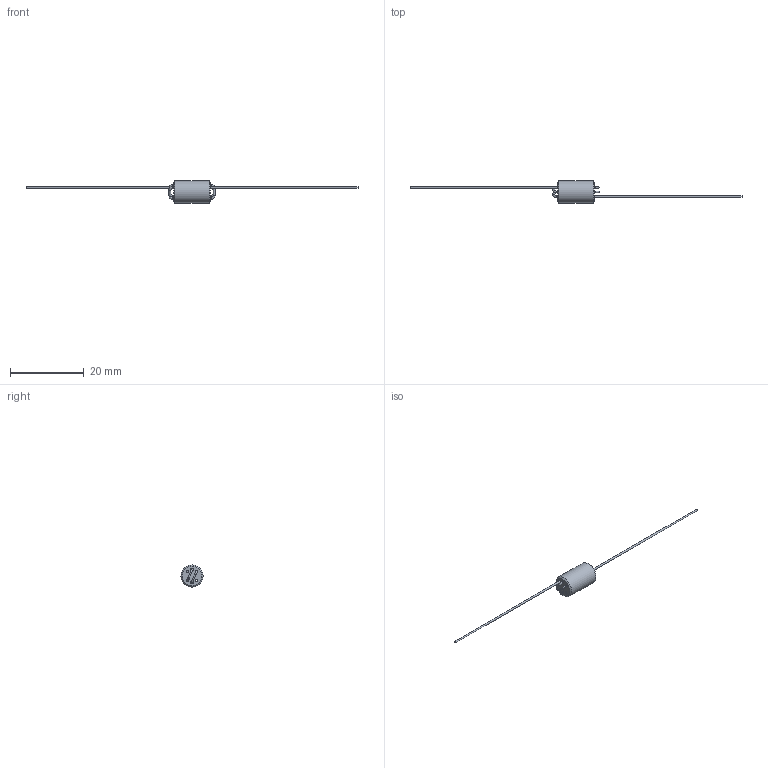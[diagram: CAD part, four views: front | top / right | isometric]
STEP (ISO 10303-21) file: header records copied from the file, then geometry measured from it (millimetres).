
FILE_DESCRIPTION(/* description */ ('Unknown'),/* implementation_level */ '2;1');
FILE_NAME(/* name */ 'FB_Wurth_WE-UKW_7427502',/* time_stamp */ '2025-09-10T15:23:15+08:00',/* author */ ('Unknown'),/* organization */ ('Unknown'),/* preprocessor_version */ 'ST-DEVELOPER v19.4',/* originating_system */ 'Solid Edge',/* authorisation */ 'Unknown');
FILE_SCHEMA (('AUTOMOTIVE_DESIGN {1 0 10303 214 3 1 1}'));
Length unit declared in the file: millimetre
Products named in the file (2): FB_Wurth_WE-UKW_7427501
Assembly tree (1 placements, depth 2):
  FB_Wurth_WE-UKW_7427501
    FB_Wurth_WE-UKW_7427501
Bounding box: 90 x 6 x 6 mm (x, y, z)
Volume: 284.2 mm3; surface area: 587.4 mm2
Topology: 2 solids, 2 shells, 30 faces, 64 edges, 38 vertices
Faces by surface type: cylinder 16, torus 8, plane 4, cone 2
Full cylindrical faces by diameter (mm): 0.48 x9, 0.7 x6, 6 x1
Entity records: 723 total; most frequent: DIRECTION 132, CARTESIAN_POINT 100, ORIENTED_EDGE 68, EDGE_LOOP 68, FACE_BOUND 68, AXIS2_PLACEMENT_3D 66, EDGE_CURVE 34, VERTEX_POINT 34
